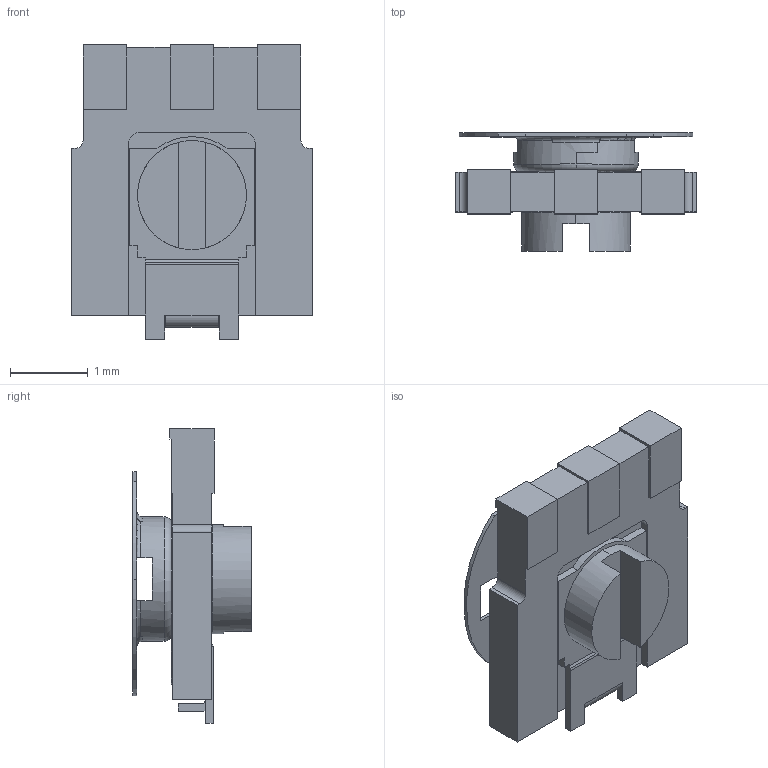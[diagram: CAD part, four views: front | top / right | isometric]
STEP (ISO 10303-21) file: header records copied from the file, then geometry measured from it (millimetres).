
FILE_DESCRIPTION((''),'2;1');
FILE_NAME('MSBR-1','2012-11-01T',('stevec'),('Bourns, Inc.'),'PRO/ENGINEER BY PARAMETRIC TECHNOLOGY CORPORATION, 2012230','PRO/ENGINEER BY PARAMETRIC TECHNOLOGY CORPORATION, 2012230','');
FILE_SCHEMA(('CONFIG_CONTROL_DESIGN'));
Length unit declared in the file: millimetre
Products named in the file (1): MSBR-1
Bounding box: 3.1 x 1.52 x 3.78 mm (x, y, z)
Volume: 6.4 mm3; surface area: 59.9 mm2
Topology: 2 solids, 2 shells, 156 faces, 470 edges, 316 vertices
Faces by surface type: plane 111, cylinder 29, torus 16
Entity records: 5411 total; most frequent: CARTESIAN_POINT 1013, ORIENTED_EDGE 940, DIRECTION 905, EDGE_CURVE 470, VECTOR 321, LINE 321, VERTEX_POINT 316, AXIS2_PLACEMENT_3D 292
